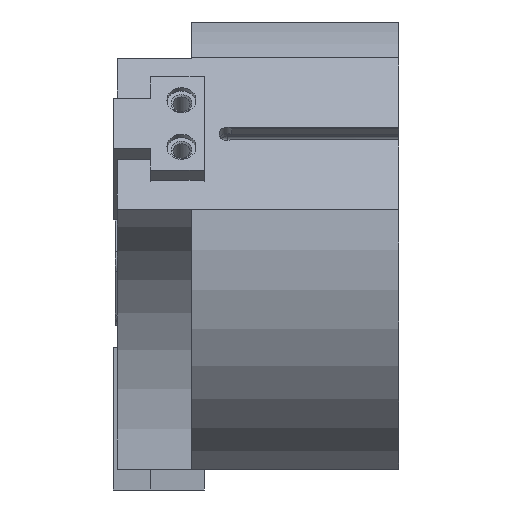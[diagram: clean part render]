
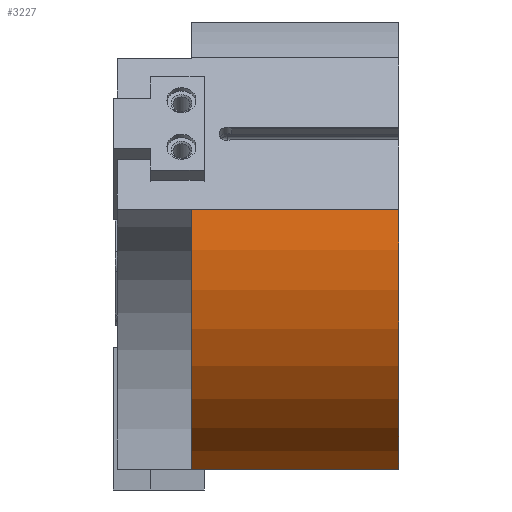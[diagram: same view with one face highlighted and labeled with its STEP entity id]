
A CAD part, left-side view. The second image highlights one B-rep face of the part: STEP entity #3227.
In plain terms, the highlighted cylindrical face has radius 58 mm (diameter 116 mm), a partial arc.
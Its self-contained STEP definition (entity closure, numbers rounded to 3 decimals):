
#157=CYLINDRICAL_SURFACE('',#3512,58.);
#246=CIRCLE('',#3508,58.);
#250=CIRCLE('',#3513,58.);
#594=ORIENTED_EDGE('',*,*,#1425,.F.);
#595=ORIENTED_EDGE('',*,*,#1307,.T.);
#596=ORIENTED_EDGE('',*,*,#1412,.T.);
#597=ORIENTED_EDGE('',*,*,#1272,.F.);
#1272=EDGE_CURVE('',#1711,#1712,#2027,.T.);
#1307=EDGE_CURVE('',#1744,#1743,#2060,.T.);
#1412=EDGE_CURVE('',#1743,#1712,#246,.T.);
#1425=EDGE_CURVE('',#1744,#1711,#250,.T.);
#1711=VERTEX_POINT('',#4880);
#1712=VERTEX_POINT('',#4882);
#1743=VERTEX_POINT('',#4950);
#1744=VERTEX_POINT('',#4952);
#2027=LINE('',#4881,#2292);
#2060=LINE('',#4951,#2325);
#2292=VECTOR('',#3862,1000.);
#2325=VECTOR('',#3905,1000.);
#2564=EDGE_LOOP('',(#594,#595,#596,#597));
#2846=FACE_BOUND('',#2564,.T.);
#3227=ADVANCED_FACE('',(#2846),#157,.T.);
#3508=AXIS2_PLACEMENT_3D('',#5229,#4071,#4072);
#3512=AXIS2_PLACEMENT_3D('',#5247,#4088,#4089);
#3513=AXIS2_PLACEMENT_3D('',#5248,#4090,#4091);
#3862=DIRECTION('',(0.,-1.,0.));
#3905=DIRECTION('',(0.,-1.,0.));
#4071=DIRECTION('',(0.,1.,0.));
#4072=DIRECTION('',(1.,0.,0.));
#4088=DIRECTION('',(0.,-1.,0.));
#4089=DIRECTION('',(0.,0.,-1.));
#4090=DIRECTION('',(0.,1.,0.));
#4091=DIRECTION('',(0.,0.,1.));
#4880=CARTESIAN_POINT('',(-57.348,50.,8.67));
#4881=CARTESIAN_POINT('',(-57.348,68.,8.67));
#4882=CARTESIAN_POINT('',(-57.348,0.,8.67));
#4950=CARTESIAN_POINT('',(-21.166,0.,-54.));
#4951=CARTESIAN_POINT('',(-21.166,68.,-54.));
#4952=CARTESIAN_POINT('',(-21.166,50.,-54.));
#5229=CARTESIAN_POINT('',(0.,0.,0.));
#5247=CARTESIAN_POINT('',(0.,68.,0.));
#5248=CARTESIAN_POINT('',(0.,50.,0.));
